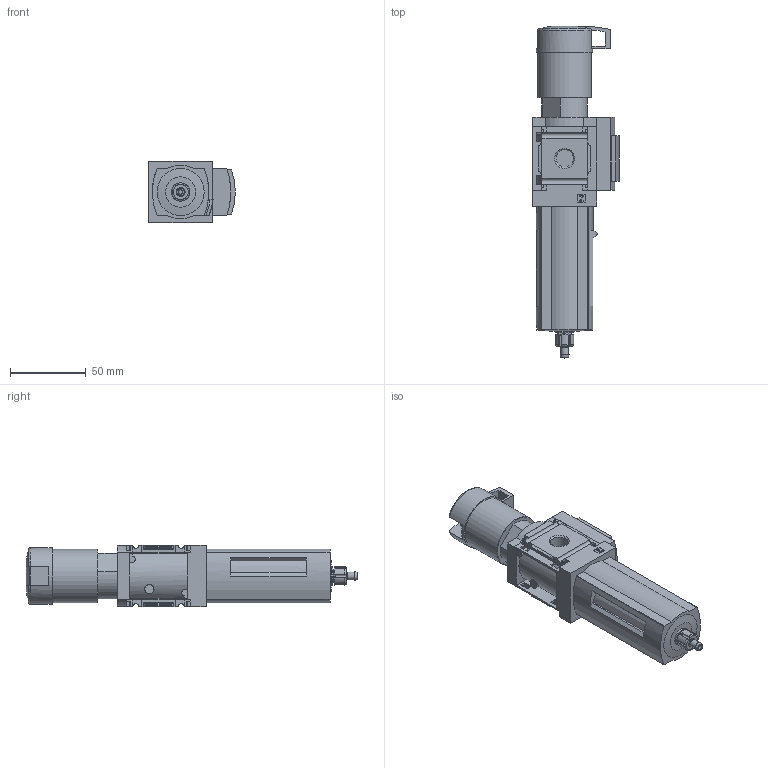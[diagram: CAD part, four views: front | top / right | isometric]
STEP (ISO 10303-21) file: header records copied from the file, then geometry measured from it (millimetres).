
FILE_DESCRIPTION(/* description */ ('STEP AP214'),/* implementation_level */ '2;1');
FILE_NAME(/* name */ '529157_MS4-LFR-1_4-D7-ERM-AS-Z',/* time_stamp */ '2024-09-09T17:51:53+02:00',/* author */ ('License CC BY-ND 4.0'),/* organization */ ('CADENAS'),/* preprocessor_version */ 'ST-DEVELOPER v19.3',/* originating_system */ 'PARTsolutions',/* authorisation */ ' ');
FILE_SCHEMA (('AUTOMOTIVE_DESIGN {1 0 10303 214 3 1 1}'));
Length unit declared in the file: millimetre
Products named in the file (3): 529157 MS4-LFR-1/4-D7-ERM-AS-Z; 526489 MS4-LFR-1/4-D7-E-R-M-AS-Z-0D; 526489 MS4-LFR-M
Assembly tree (2 placements, depth 2):
  529157 MS4-LFR-1/4-D7-ERM-AS-Z
    526489 MS4-LFR-1/4-D7-E-R-M-AS-Z-0D
    526489 MS4-LFR-M
Bounding box: 57 x 218.5 x 40.2 mm (x, y, z)
Volume: 248680.2 mm3; surface area: 38108.8 mm2
Topology: 2 solids, 2 shells, 324 faces, 893 edges, 590 vertices
Faces by surface type: plane 225, cylinder 73, cone 13, torus 12, sphere 1
Full cylindrical faces by diameter (mm): 3 x1, 5 x1, 6.1 x1, 11.445 x2, 12 x2, 35.2 x1, 37.2 x1
Entity records: 12274 total; most frequent: CARTESIAN_POINT 1930, ORIENTED_EDGE 1742, DIRECTION 1699, EDGE_CURVE 871, LINE 623, VECTOR 623, VERTEX_POINT 587, AXIS2_PLACEMENT_3D 538
